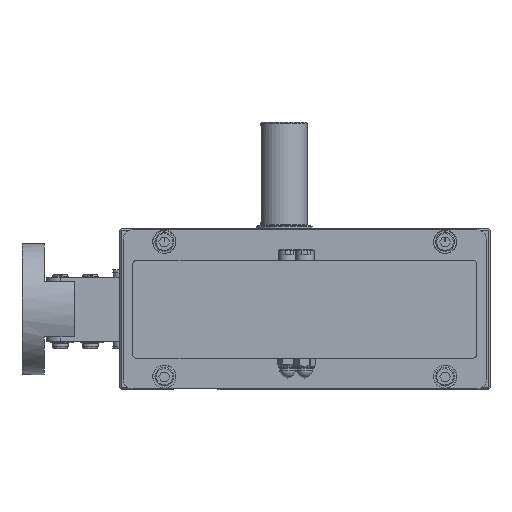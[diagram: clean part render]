
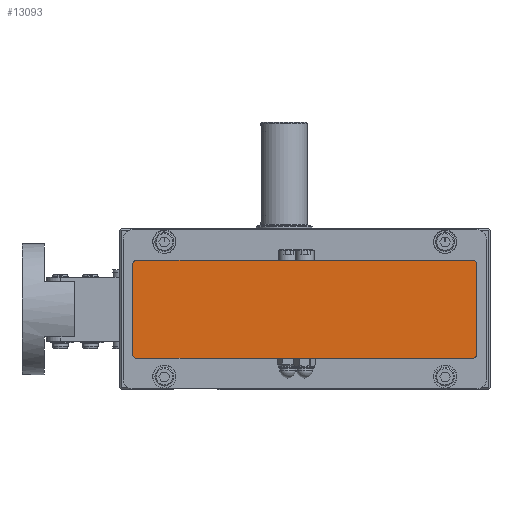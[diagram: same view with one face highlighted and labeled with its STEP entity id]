
A CAD part, left-side view. The second image highlights one B-rep face of the part: STEP entity #13093.
In plain terms, the highlighted planar face has unit normal (-1, 0, 0).
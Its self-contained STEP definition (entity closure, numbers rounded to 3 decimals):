
#492=PLANE('',#14322);
#1096=CIRCLE('',#14308,2.4);
#1100=CIRCLE('',#14314,2.4);
#1101=CIRCLE('',#14317,2.4);
#1102=CIRCLE('',#14320,2.4);
#3134=ORIENTED_EDGE('',*,*,#5886,.F.);
#3135=ORIENTED_EDGE('',*,*,#5921,.F.);
#3136=ORIENTED_EDGE('',*,*,#5919,.F.);
#3137=ORIENTED_EDGE('',*,*,#5917,.F.);
#3138=ORIENTED_EDGE('',*,*,#5897,.F.);
#3139=ORIENTED_EDGE('',*,*,#5895,.F.);
#3140=ORIENTED_EDGE('',*,*,#5893,.F.);
#3141=ORIENTED_EDGE('',*,*,#5891,.F.);
#5886=EDGE_CURVE('',#7426,#7427,#1096,.T.);
#5891=EDGE_CURVE('',#7427,#7431,#8571,.T.);
#5893=EDGE_CURVE('',#7431,#7432,#1100,.T.);
#5895=EDGE_CURVE('',#7432,#7433,#8574,.T.);
#5897=EDGE_CURVE('',#7433,#7434,#1101,.T.);
#5917=EDGE_CURVE('',#7434,#7435,#8595,.T.);
#5919=EDGE_CURVE('',#7435,#7436,#1102,.T.);
#5921=EDGE_CURVE('',#7436,#7426,#8598,.T.);
#7426=VERTEX_POINT('',#21079);
#7427=VERTEX_POINT('',#21081);
#7431=VERTEX_POINT('',#21091);
#7432=VERTEX_POINT('',#21095);
#7433=VERTEX_POINT('',#21099);
#7434=VERTEX_POINT('',#21103);
#7435=VERTEX_POINT('',#21125);
#7436=VERTEX_POINT('',#21129);
#8571=LINE('',#21090,#9691);
#8574=LINE('',#21098,#9694);
#8595=LINE('',#21124,#9715);
#8598=LINE('',#21132,#9718);
#9691=VECTOR('',#16984,1000.);
#9694=VECTOR('',#16993,1000.);
#9715=VECTOR('',#17020,1000.);
#9718=VECTOR('',#17029,1000.);
#10796=EDGE_LOOP('',(#3134,#3135,#3136,#3137,#3138,#3139,#3140,#3141));
#11880=FACE_BOUND('',#10796,.T.);
#13093=ADVANCED_FACE('',(#11880),#492,.F.);
#14308=AXIS2_PLACEMENT_3D('',#21080,#16973,#16974);
#14314=AXIS2_PLACEMENT_3D('',#21094,#16988,#16989);
#14317=AXIS2_PLACEMENT_3D('',#21102,#16997,#16998);
#14320=AXIS2_PLACEMENT_3D('',#21128,#17024,#17025);
#14322=AXIS2_PLACEMENT_3D('',#21133,#17030,#17031);
#16973=DIRECTION('',(1.,0.,0.));
#16974=DIRECTION('',(0.,0.,-1.));
#16984=DIRECTION('',(0.,-1.,0.));
#16988=DIRECTION('',(1.,0.,0.));
#16989=DIRECTION('',(0.,0.,-1.));
#16993=DIRECTION('',(0.,0.,-1.));
#16997=DIRECTION('',(1.,0.,0.));
#16998=DIRECTION('',(0.,0.,-1.));
#17020=DIRECTION('',(0.,1.,0.));
#17024=DIRECTION('',(1.,0.,0.));
#17025=DIRECTION('',(0.,0.,-1.));
#17029=DIRECTION('',(0.,0.,1.));
#17030=DIRECTION('',(1.,0.,0.));
#17031=DIRECTION('',(0.,0.,-1.));
#21079=CARTESIAN_POINT('',(-423.,92.,23.8));
#21080=CARTESIAN_POINT('',(-423.,89.6,23.8));
#21081=CARTESIAN_POINT('',(-423.,89.6,26.2));
#21090=CARTESIAN_POINT('',(-423.,89.6,26.2));
#21091=CARTESIAN_POINT('',(-423.,-89.6,26.2));
#21094=CARTESIAN_POINT('',(-423.,-89.6,23.8));
#21095=CARTESIAN_POINT('',(-423.,-92.,23.8));
#21098=CARTESIAN_POINT('',(-423.,-92.,23.8));
#21099=CARTESIAN_POINT('',(-423.,-92.,-23.8));
#21102=CARTESIAN_POINT('',(-423.,-89.6,-23.8));
#21103=CARTESIAN_POINT('',(-423.,-89.6,-26.2));
#21124=CARTESIAN_POINT('',(-423.,-89.6,-26.2));
#21125=CARTESIAN_POINT('',(-423.,89.6,-26.2));
#21128=CARTESIAN_POINT('',(-423.,89.6,-23.8));
#21129=CARTESIAN_POINT('',(-423.,92.,-23.8));
#21132=CARTESIAN_POINT('',(-423.,92.,-23.8));
#21133=CARTESIAN_POINT('',(-423.,89.6,23.8));
